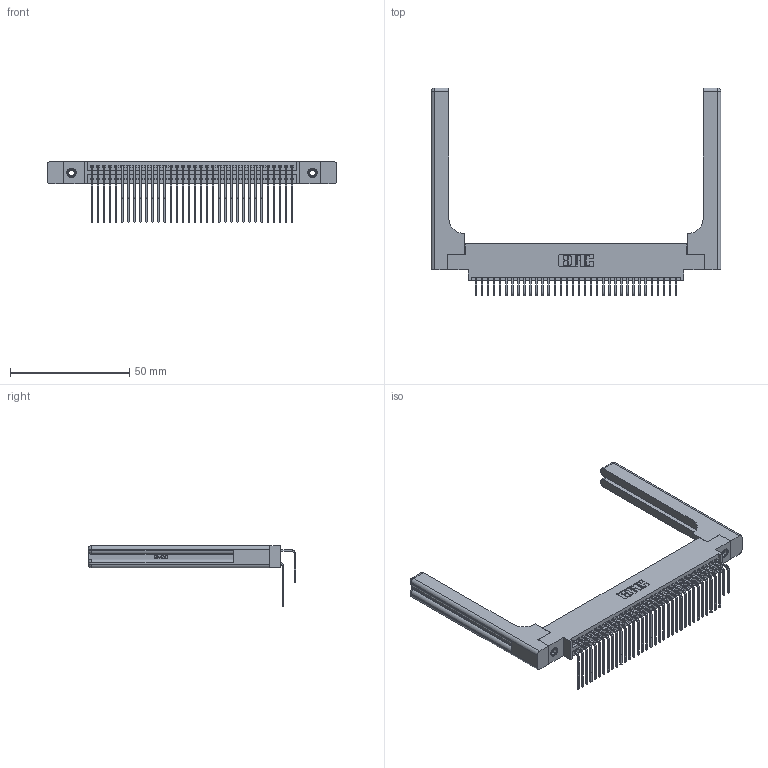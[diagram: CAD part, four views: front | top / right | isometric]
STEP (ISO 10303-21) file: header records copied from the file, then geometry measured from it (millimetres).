
FILE_DESCRIPTION (( 'STEP AP203' ), '1' );
FILE_NAME ('395-068-558-858.STEP', '2019-10-23T23:44:03', ( '' ), ( '' ), 'SwSTEP 2.0', 'SolidWorks 2016', '' );
FILE_SCHEMA (( 'CONFIG_CONTROL_DESIGN' ));
Length unit declared in the file: inch
Products named in the file (6): 345 Part_0.170 Offset - 0.156 Dia-TH; 345-292-001_558 559 Tail - 1; 345-292-001_558 Tail - 2; 345-250-001_345-250-001-102; 345-220-058_345-220-058; 395-068-558-858
Assembly tree (73 placements, depth 2):
  395-068-558-858
    345 Part_0.170 Offset - 0.156 Dia-TH
    345-292-001_558 559 Tail - 1  x34
    345-292-001_558 Tail - 2  x34
    345-250-001_345-250-001-102  x2
    345-220-058_345-220-058  x2
Bounding box: 121.39 x 87.11 x 25.53 mm (x, y, z)
Volume: 20471.4 mm3; surface area: 24624.5 mm2
Topology: 73 solids, 73 shells, 3922 faces, 11559 edges, 7594 vertices
Faces by surface type: plane 2612, cylinder 1250, bspline 36, cone 12, sphere 8, torus 4
Entity records: 34720 total; most frequent: CARTESIAN_POINT 6868, ORIENTED_EDGE 5548, DIRECTION 4970, EDGE_CURVE 2774, VECTOR 2374, LINE 2374, VERTEX_POINT 1838, AXIS2_PLACEMENT_3D 1298
